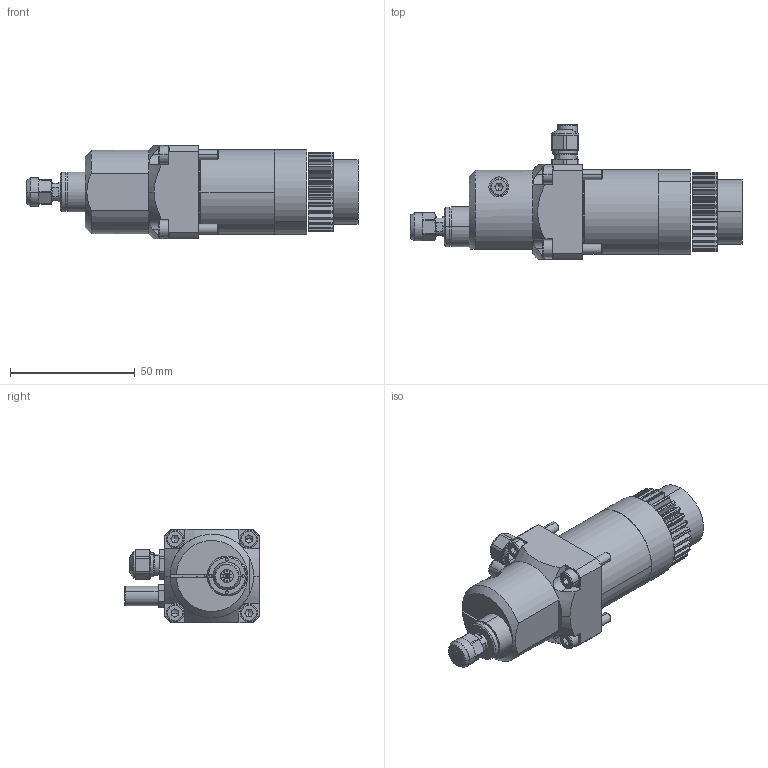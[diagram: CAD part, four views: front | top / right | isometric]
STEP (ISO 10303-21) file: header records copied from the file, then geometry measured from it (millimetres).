
FILE_DESCRIPTION (( 'STEP AP203' ), '1' );
FILE_NAME ('016S100PS-91A.STEP', '2013-05-22T11:59:58', ( '' ), ( '' ), 'SwSTEP 2.0', 'SolidWorks 2012', '' );
FILE_SCHEMA (( 'CONFIG_CONTROL_DESIGN' ));
Length unit declared in the file: millimetre
Products named in the file (1): 016S100PS-91A
Bounding box: 133.17 x 54 x 37.52 mm (x, y, z)
Surface area: 26510.1 mm2 (no closed solid volume)
Topology: 0 solids, 28 shells, 582 faces, 1754 edges, 1188 vertices
Faces by surface type: cylinder 272, plane 229, cone 51, torus 30
Entity records: 19962 total; most frequent: CARTESIAN_POINT 3983, DIRECTION 3589, ORIENTED_EDGE 2917, EDGE_CURVE 1744, AXIS2_PLACEMENT_3D 1332, VERTEX_POINT 1188, LINE 925, VECTOR 925
